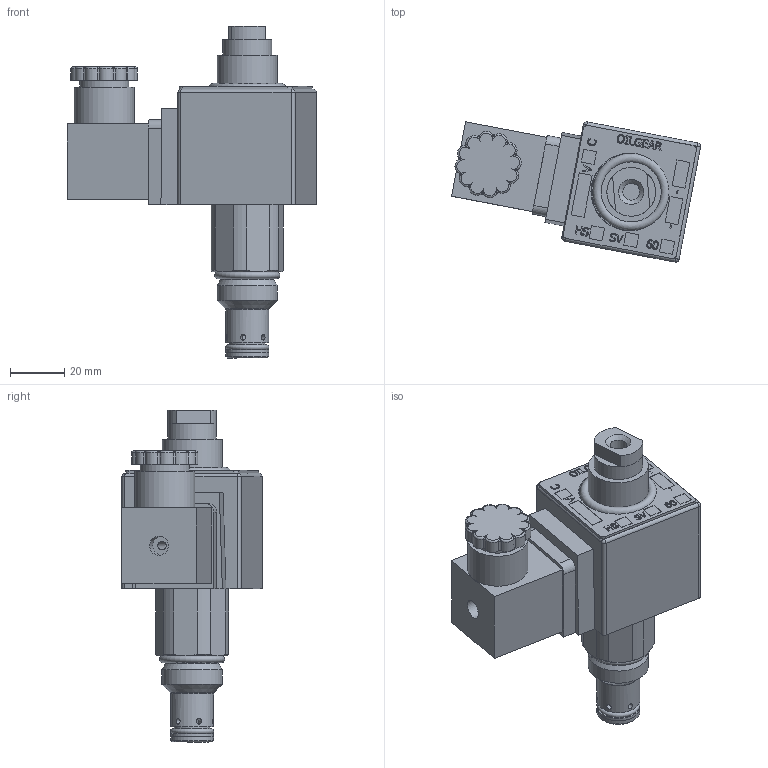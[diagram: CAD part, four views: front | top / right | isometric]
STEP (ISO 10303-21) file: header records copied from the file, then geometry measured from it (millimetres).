
FILE_DESCRIPTION((''),'2;1');
FILE_NAME('Oilgear_HS2SVO604.stp','2016-03-03T15:10:23',('JGroves'),(''),'Autodesk Inventor 2012','Autodesk Inventor 2012','');
FILE_SCHEMA(('AUTOMOTIVE_DESIGN { 1 0 10303 214 1 1 1 1 }'));
Length unit declared in the file: inch
Products named in the file (1): L501507HS57(HS2SVO-604-9S)_Shrinkwrap_1
Bounding box: 91.9 x 51.79 x 122.53 mm (x, y, z)
Surface area: 35953.6 mm2 (no closed solid volume)
Topology: 0 solids, 41 shells, 217 faces, 1001 edges, 825 vertices
Faces by surface type: plane 92, cylinder 79, torus 17, cone 13, bspline 12, sphere 4
Full cylindrical faces by diameter (mm): 1.524 x2, 1.981 x6, 3.099 x3, 6.223 x1, 7.061 x1, 9.538 x1, 13.081 x1, 15.799 x1, 15.85 x2, 18 x1, 18.11 x1, 19.685 x1, 22.149 x1, 22.2 x1, 22.225 x1, 22.276 x1, 28.702 x1, 29.21 x1
Entity records: 11792 total; most frequent: CARTESIAN_POINT 4124, ORIENTED_EDGE 1310, DIRECTION 1249, EDGE_CURVE 945, VERTEX_POINT 818, VECTOR 455, LINE 455, AXIS2_PLACEMENT_3D 397
